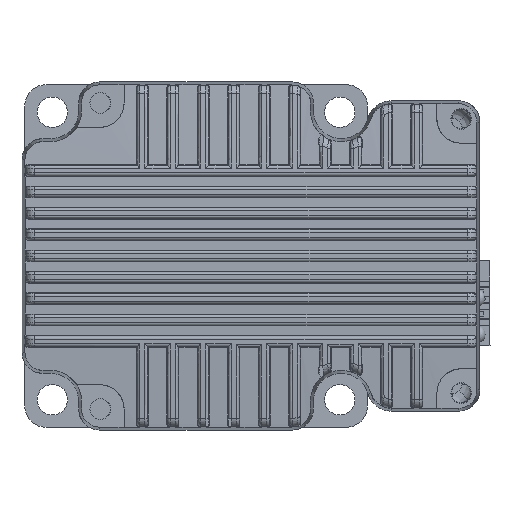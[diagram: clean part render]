
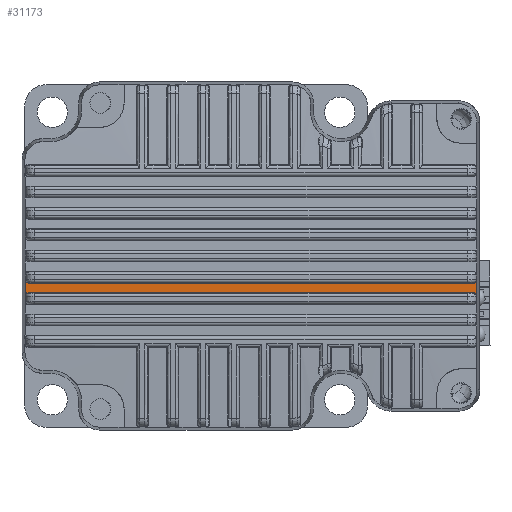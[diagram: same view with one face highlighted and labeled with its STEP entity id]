
A CAD part, front view. The second image highlights one B-rep face of the part: STEP entity #31173.
In plain terms, the highlighted cylindrical face has radius 272.359 mm (diameter 544.717 mm), a partial arc.
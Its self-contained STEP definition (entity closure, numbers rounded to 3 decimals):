
#108 = CARTESIAN_POINT ( 'NONE',  ( 56.886, -108.093, 55.894 ) ) ;
#264 = CARTESIAN_POINT ( 'NONE',  ( -17.212, -108.073, 55.042 ) ) ;
#320 = CARTESIAN_POINT ( 'NONE',  ( 56.886, -108.073, 55.042 ) ) ;
#850 = VERTEX_POINT ( 'NONE', #30931 ) ;
#997 = CARTESIAN_POINT ( 'NONE',  ( 56.386, -108.084, 55.541 ) ) ;
#1581 = CARTESIAN_POINT ( 'NONE',  ( -16.712, -108.084, 55.541 ) ) ;
#2035 = CARTESIAN_POINT ( 'NONE',  ( 56.886, -108.122, 57.6 ) ) ;
#2717 = EDGE_LOOP ( 'NONE', ( #8806, #22526, #23840, #3625, #20279, #5661, #22613, #16729 ) ) ;
#3152 = CARTESIAN_POINT ( 'NONE',  ( -17.211, -108.093, 55.894 ) ) ;
#3185 = CARTESIAN_POINT ( 'NONE',  ( 56.386, -108.114, 57.1 ) ) ;
#3338 = DIRECTION ( 'NONE',  ( 0., 0., 1. ) ) ;
#3625 = ORIENTED_EDGE ( 'NONE', *, *, #7612, .F. ) ;
#4220 = CARTESIAN_POINT ( 'NONE',  ( -17.157, -108.118, 57.339 ) ) ;
#4637 = LINE ( 'NONE', #24347, #33586 ) ;
#4889 = CARTESIAN_POINT ( 'NONE',  ( 56.886, -108.12, 57.468 ) ) ;
#5440 = CARTESIAN_POINT ( 'NONE',  ( -17.212, -108.073, 55.042 ) ) ;
#5661 = ORIENTED_EDGE ( 'NONE', *, *, #31828, .T. ) ;
#5994 = CARTESIAN_POINT ( 'NONE',  ( -17.211, -108.122, 57.6 ) ) ;
#5997 = CYLINDRICAL_SURFACE ( 'NONE', #7680, 272.359 ) ;
#6672 = VERTEX_POINT ( 'NONE', #320 ) ;
#7021 = CARTESIAN_POINT ( 'NONE',  ( -17.211, -108.122, 57.6 ) ) ;
#7612 = EDGE_CURVE ( 'NONE', #6672, #27820, #32101, .T. ) ;
#7680 = AXIS2_PLACEMENT_3D ( 'NONE', #20069, #25638, #3338 ) ;
#7827 = EDGE_CURVE ( 'NONE', #13694, #27820, #24488, .T. ) ;
#8279 = CARTESIAN_POINT ( 'NONE',  ( -17.212, -108.076, 55.174 ) ) ;
#8806 = ORIENTED_EDGE ( 'NONE', *, *, #15753, .F. ) ;
#9068 = B_SPLINE_CURVE_WITH_KNOTS ( 'NONE', 3,
 ( #2035, #4889, #13326, #32952, #16115, #35781 ),
 .UNSPECIFIED., .F., .F.,
 ( 4, 2, 4 ),
 ( 0., 0., 0.001 ),
 .UNSPECIFIED. ) ;
#10043 = CARTESIAN_POINT ( 'NONE',  ( 56.386, -108.084, 55.541 ) ) ;
#10186 = DIRECTION ( 'NONE',  ( -1., 0., 0. ) ) ;
#11060 = CARTESIAN_POINT ( 'NONE',  ( -17.158, -108.079, 55.303 ) ) ;
#11332 = CARTESIAN_POINT ( 'NONE',  ( 56.886, -108.122, 57.6 ) ) ;
#11503 = CARTESIAN_POINT ( 'NONE',  ( -16.711, -108.114, 57.1 ) ) ;
#11669 = EDGE_CURVE ( 'NONE', #19502, #850, #31771, .T. ) ;
#12200 = CARTESIAN_POINT ( 'NONE',  ( 56.886, -108.073, 55.042 ) ) ;
#13161 = DIRECTION ( 'NONE',  ( 1., 0., 0. ) ) ;
#13326 = CARTESIAN_POINT ( 'NONE',  ( 56.831, -108.118, 57.339 ) ) ;
#13694 = VERTEX_POINT ( 'NONE', #1581 ) ;
#13860 = CARTESIAN_POINT ( 'NONE',  ( -16.844, -108.084, 55.541 ) ) ;
#14127 = VERTEX_POINT ( 'NONE', #29521 ) ;
#14215 = EDGE_CURVE ( 'NONE', #18349, #19502, #4637, .T. ) ;
#14980 = CARTESIAN_POINT ( 'NONE',  ( 56.832, -108.079, 55.303 ) ) ;
#15753 = EDGE_CURVE ( 'NONE', #22909, #850, #21112, .T. ) ;
#16115 = CARTESIAN_POINT ( 'NONE',  ( 56.518, -108.114, 57.1 ) ) ;
#16236 = EDGE_CURVE ( 'NONE', #14127, #6672, #19991, .T. ) ;
#16729 = ORIENTED_EDGE ( 'NONE', *, *, #11669, .T. ) ;
#17812 = CARTESIAN_POINT ( 'NONE',  ( 56.518, -108.084, 55.541 ) ) ;
#18349 = VERTEX_POINT ( 'NONE', #3185 ) ;
#19502 = VERTEX_POINT ( 'NONE', #11503 ) ;
#19728 = CARTESIAN_POINT ( 'NONE',  ( 56.886, -108.073, 55.042 ) ) ;
#19991 =( BOUNDED_CURVE ( )  B_SPLINE_CURVE ( 3, ( #11332, #28100, #108, #19728 ),
 .UNSPECIFIED., .F., .F. ) 
 B_SPLINE_CURVE_WITH_KNOTS ( ( 4, 4 ),
 ( 0.015, 0.024 ),
 .UNSPECIFIED. ) 
 CURVE ( )  GEOMETRIC_REPRESENTATION_ITEM ( )  RATIONAL_B_SPLINE_CURVE ( ( 1., 1., 1., 1. ) ) 
 REPRESENTATION_ITEM ( '' )  );
#20069 = CARTESIAN_POINT ( 'NONE',  ( 184.931, 164.208, 61.57 ) ) ;
#20279 = ORIENTED_EDGE ( 'NONE', *, *, #16236, .F. ) ;
#20935 = CARTESIAN_POINT ( 'NONE',  ( -16.972, -108.115, 57.154 ) ) ;
#21112 =( BOUNDED_CURVE ( )  B_SPLINE_CURVE ( 3, ( #264, #3152, #22707, #5994 ),
 .UNSPECIFIED., .F., .F. ) 
 B_SPLINE_CURVE_WITH_KNOTS ( ( 4, 4 ),
 ( 3.118, 3.127 ),
 .UNSPECIFIED. ) 
 CURVE ( )  GEOMETRIC_REPRESENTATION_ITEM ( )  RATIONAL_B_SPLINE_CURVE ( ( 1., 1., 1., 1. ) ) 
 REPRESENTATION_ITEM ( '' )  );
#22526 = ORIENTED_EDGE ( 'NONE', *, *, #27073, .T. ) ;
#22613 = ORIENTED_EDGE ( 'NONE', *, *, #14215, .T. ) ;
#22707 = CARTESIAN_POINT ( 'NONE',  ( -17.211, -108.11, 56.747 ) ) ;
#22909 = VERTEX_POINT ( 'NONE', #29257 ) ;
#23586 = VECTOR ( 'NONE', #13161, 1000. ) ;
#23763 = CARTESIAN_POINT ( 'NONE',  ( -17.211, -108.12, 57.468 ) ) ;
#23840 = ORIENTED_EDGE ( 'NONE', *, *, #7827, .T. ) ;
#24347 = CARTESIAN_POINT ( 'NONE',  ( 184.931, -108.114, 57.1 ) ) ;
#24488 = LINE ( 'NONE', #29967, #23586 ) ;
#24575 = B_SPLINE_CURVE_WITH_KNOTS ( 'NONE', 3,
 ( #5440, #8279, #11060, #30652, #13860, #33490 ),
 .UNSPECIFIED., .F., .F.,
 ( 4, 2, 4 ),
 ( 0., 0., 0.001 ),
 .UNSPECIFIED. ) ;
#25638 = DIRECTION ( 'NONE',  ( -1., 0., 0. ) ) ;
#27073 = EDGE_CURVE ( 'NONE', #22909, #13694, #24575, .T. ) ;
#27820 = VERTEX_POINT ( 'NONE', #10043 ) ;
#28100 = CARTESIAN_POINT ( 'NONE',  ( 56.886, -108.11, 56.747 ) ) ;
#28973 = CARTESIAN_POINT ( 'NONE',  ( 56.886, -108.076, 55.174 ) ) ;
#29198 = FACE_OUTER_BOUND ( 'NONE', #2717, .T. ) ;
#29257 = CARTESIAN_POINT ( 'NONE',  ( -17.212, -108.073, 55.042 ) ) ;
#29287 = CARTESIAN_POINT ( 'NONE',  ( -16.711, -108.114, 57.1 ) ) ;
#29521 = CARTESIAN_POINT ( 'NONE',  ( 56.886, -108.122, 57.6 ) ) ;
#29967 = CARTESIAN_POINT ( 'NONE',  ( 184.931, -108.084, 55.541 ) ) ;
#30652 = CARTESIAN_POINT ( 'NONE',  ( -16.973, -108.083, 55.487 ) ) ;
#30931 = CARTESIAN_POINT ( 'NONE',  ( -17.211, -108.122, 57.6 ) ) ;
#31173 = ADVANCED_FACE ( 'NONE', ( #29198 ), #5997, .T. ) ;
#31771 = B_SPLINE_CURVE_WITH_KNOTS ( 'NONE', 3,
 ( #29287, #32134, #20935, #4220, #23763, #7021 ),
 .UNSPECIFIED., .F., .F.,
 ( 4, 2, 4 ),
 ( 0., 0., 0.001 ),
 .UNSPECIFIED. ) ;
#31828 = EDGE_CURVE ( 'NONE', #14127, #18349, #9068, .T. ) ;
#32101 = B_SPLINE_CURVE_WITH_KNOTS ( 'NONE', 3,
 ( #12200, #28973, #14980, #34622, #17812, #997 ),
 .UNSPECIFIED., .F., .F.,
 ( 4, 2, 4 ),
 ( 0., 0., 0.001 ),
 .UNSPECIFIED. ) ;
#32134 = CARTESIAN_POINT ( 'NONE',  ( -16.843, -108.114, 57.1 ) ) ;
#32952 = CARTESIAN_POINT ( 'NONE',  ( 56.647, -108.115, 57.154 ) ) ;
#33490 = CARTESIAN_POINT ( 'NONE',  ( -16.712, -108.084, 55.541 ) ) ;
#33586 = VECTOR ( 'NONE', #10186, 1000. ) ;
#34622 = CARTESIAN_POINT ( 'NONE',  ( 56.648, -108.083, 55.487 ) ) ;
#35781 = CARTESIAN_POINT ( 'NONE',  ( 56.386, -108.114, 57.1 ) ) ;
